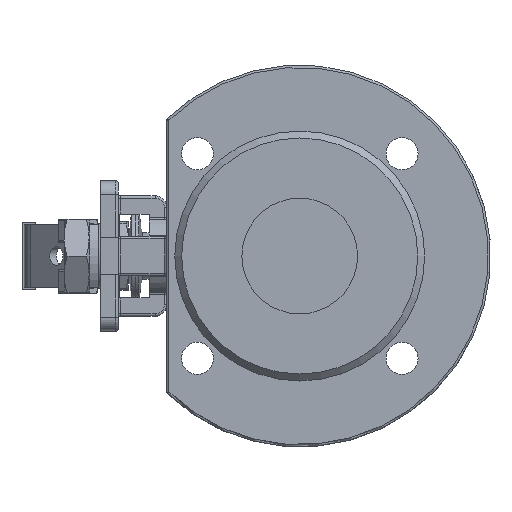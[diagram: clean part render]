
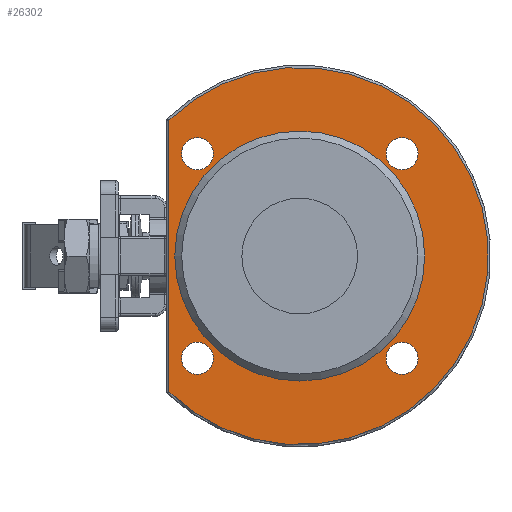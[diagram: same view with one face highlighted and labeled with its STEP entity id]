
A CAD part, left-side view. The second image highlights one B-rep face of the part: STEP entity #26302.
In plain terms, the highlighted planar face has unit normal (-1, 0, 0).
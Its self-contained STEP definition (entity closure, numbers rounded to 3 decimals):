
#1917=FACE_BOUND('',#8952,.T.);
#1918=FACE_BOUND('',#8953,.T.);
#1919=FACE_BOUND('',#8954,.T.);
#1920=FACE_BOUND('',#8955,.T.);
#1921=FACE_BOUND('',#8956,.T.);
#3631=LINE('',#106968,#5554);
#5554=VECTOR('',#32445,117.473);
#6286=PLANE('',#27886);
#7484=FACE_OUTER_BOUND('',#8951,.T.);
#8951=EDGE_LOOP('',(#22699,#22700));
#8952=EDGE_LOOP('',(#22701));
#8953=EDGE_LOOP('',(#22702));
#8954=EDGE_LOOP('',(#22703));
#8955=EDGE_LOOP('',(#22704));
#8956=EDGE_LOOP('',(#22705));
#9671=CIRCLE('',#27768,81.5);
#9736=CIRCLE('',#27887,54.);
#9737=CIRCLE('',#27888,6.918);
#9738=CIRCLE('',#27889,6.918);
#9739=CIRCLE('',#27890,6.918);
#9740=CIRCLE('',#27891,6.918);
#12206=VERTEX_POINT('',#106960);
#12209=VERTEX_POINT('',#106967);
#12259=VERTEX_POINT('',#107387);
#12260=VERTEX_POINT('',#107389);
#12261=VERTEX_POINT('',#107391);
#12262=VERTEX_POINT('',#107393);
#12263=VERTEX_POINT('',#107395);
#15715=EDGE_CURVE('',#12209,#12206,#3631,.T.);
#15719=EDGE_CURVE('',#12206,#12209,#9671,.T.);
#15833=EDGE_CURVE('',#12259,#12259,#9736,.T.);
#15834=EDGE_CURVE('',#12260,#12260,#9737,.T.);
#15835=EDGE_CURVE('',#12261,#12261,#9738,.T.);
#15836=EDGE_CURVE('',#12262,#12262,#9739,.T.);
#15837=EDGE_CURVE('',#12263,#12263,#9740,.T.);
#22699=ORIENTED_EDGE('',*,*,#15715,.F.);
#22700=ORIENTED_EDGE('',*,*,#15719,.F.);
#22701=ORIENTED_EDGE('',*,*,#15833,.T.);
#22702=ORIENTED_EDGE('',*,*,#15834,.T.);
#22703=ORIENTED_EDGE('',*,*,#15835,.T.);
#22704=ORIENTED_EDGE('',*,*,#15836,.T.);
#22705=ORIENTED_EDGE('',*,*,#15837,.T.);
#26302=ADVANCED_FACE('',(#7484,#1917,#1918,#1919,#1920,#1921),#6286,.T.);
#27768=AXIS2_PLACEMENT_3D('',#106987,#32451,#32452);
#27886=AXIS2_PLACEMENT_3D('',#107386,#32728,#32729);
#27887=AXIS2_PLACEMENT_3D('',#107388,#32730,#32731);
#27888=AXIS2_PLACEMENT_3D('',#107390,#32732,#32733);
#27889=AXIS2_PLACEMENT_3D('',#107392,#32734,#32735);
#27890=AXIS2_PLACEMENT_3D('',#107394,#32736,#32737);
#27891=AXIS2_PLACEMENT_3D('',#107396,#32738,#32739);
#32445=DIRECTION('',(0.,0.,1.));
#32451=DIRECTION('center_axis',(1.,0.,0.));
#32452=DIRECTION('ref_axis',(0.,-1.,0.));
#32728=DIRECTION('center_axis',(-1.,0.,0.));
#32729=DIRECTION('ref_axis',(0.,0.,1.));
#32730=DIRECTION('center_axis',(1.,0.,0.));
#32731=DIRECTION('ref_axis',(0.,1.,0.));
#32732=DIRECTION('center_axis',(1.,0.,0.));
#32733=DIRECTION('ref_axis',(0.,0.,-1.));
#32734=DIRECTION('center_axis',(1.,0.,0.));
#32735=DIRECTION('ref_axis',(0.,0.,-1.));
#32736=DIRECTION('center_axis',(1.,0.,0.));
#32737=DIRECTION('ref_axis',(0.,0.,-1.));
#32738=DIRECTION('center_axis',(1.,0.,0.));
#32739=DIRECTION('ref_axis',(0.,0.,-1.));
#106960=CARTESIAN_POINT('',(-37.,56.5,58.737));
#106967=CARTESIAN_POINT('',(-37.,56.5,-58.737));
#106968=CARTESIAN_POINT('',(-37.,56.5,-34.372));
#106987=CARTESIAN_POINT('Origin',(-37.,0.,0.));
#107386=CARTESIAN_POINT('Origin',(-37.,68.25,0.));
#107387=CARTESIAN_POINT('',(-37.,54.,0.));
#107388=CARTESIAN_POINT('Origin',(-37.,0.,0.));
#107389=CARTESIAN_POINT('',(-37.,44.194,51.112));
#107390=CARTESIAN_POINT('Origin',(-37.,44.194,44.194));
#107391=CARTESIAN_POINT('',(-37.,44.194,-37.277));
#107392=CARTESIAN_POINT('Origin',(-37.,44.194,-44.194));
#107393=CARTESIAN_POINT('',(-37.,-44.194,-37.277));
#107394=CARTESIAN_POINT('Origin',(-37.,-44.194,-44.194));
#107395=CARTESIAN_POINT('',(-37.,-44.194,51.112));
#107396=CARTESIAN_POINT('Origin',(-37.,-44.194,44.194));
